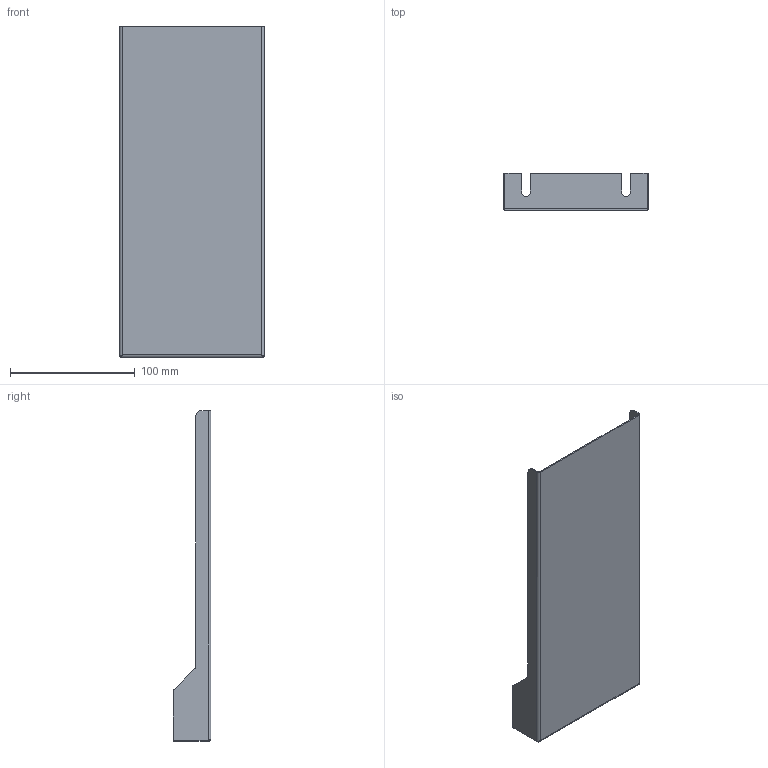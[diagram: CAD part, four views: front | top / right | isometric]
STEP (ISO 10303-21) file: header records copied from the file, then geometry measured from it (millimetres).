
FILE_DESCRIPTION((''),'2;1');
FILE_NAME('20203_4010_041_ABDECKBLECH','2013-02-06T',('pohle'),(''),'PRO/ENGINEER BY PARAMETRIC TECHNOLOGY CORPORATION, 2007390','PRO/ENGINEER BY PARAMETRIC TECHNOLOGY CORPORATION, 2007390','');
FILE_SCHEMA(('CONFIG_CONTROL_DESIGN'));
Length unit declared in the file: millimetre
Products named in the file (1): 20203_4010_041_ABDECKBLECH
Bounding box: 116 x 30 x 265 mm (x, y, z)
Volume: 40940.7 mm3; surface area: 82860.2 mm2
Topology: 1 solids, 1 shells, 48 faces, 114 edges, 68 vertices
Faces by surface type: plane 30, cylinder 14, bspline 4
Entity records: 1536 total; most frequent: CARTESIAN_POINT 410, ORIENTED_EDGE 228, DIRECTION 214, EDGE_CURVE 114, VECTOR 86, LINE 86, VERTEX_POINT 68, AXIS2_PLACEMENT_3D 64
